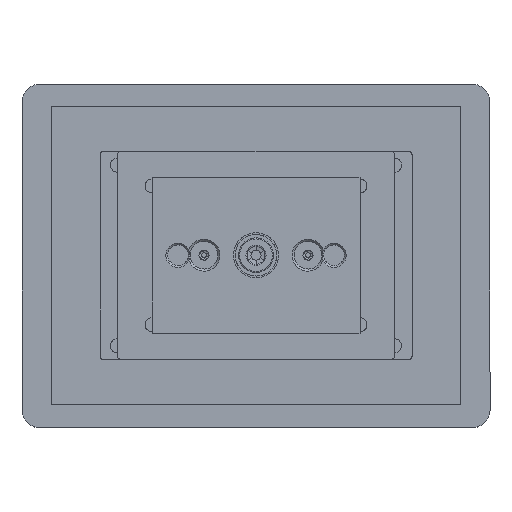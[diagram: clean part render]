
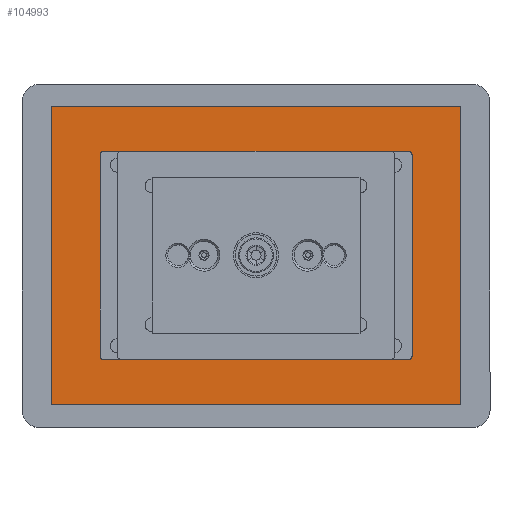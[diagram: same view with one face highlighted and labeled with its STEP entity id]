
A CAD part, top view. The second image highlights one B-rep face of the part: STEP entity #104993.
In plain terms, the highlighted planar face has unit normal (0, 0, 1).
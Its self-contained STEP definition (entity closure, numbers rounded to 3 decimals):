
#26758=ORIENTED_EDGE('',*,*,#37796,.T.);
#26759=ORIENTED_EDGE('',*,*,#37800,.T.);
#26760=ORIENTED_EDGE('',*,*,#37803,.T.);
#26761=ORIENTED_EDGE('',*,*,#37805,.T.);
#37796=EDGE_CURVE('',#44546,#44545,#51583,.T.);
#37800=EDGE_CURVE('',#44545,#44548,#51587,.T.);
#37803=EDGE_CURVE('',#44548,#44550,#51590,.T.);
#37805=EDGE_CURVE('',#44550,#44546,#51592,.T.);
#44545=VERTEX_POINT('',#159350);
#44546=VERTEX_POINT('',#159352);
#44548=VERTEX_POINT('',#159358);
#44550=VERTEX_POINT('',#159364);
#51583=LINE('',#159351,#58497);
#51587=LINE('',#159359,#58501);
#51590=LINE('',#159365,#58504);
#51592=LINE('',#159368,#58506);
#58497=VECTOR('',#134441,1000.);
#58501=VECTOR('',#134447,1000.);
#58504=VECTOR('',#134452,1000.);
#58506=VECTOR('',#134456,1000.);
#63127=EDGE_LOOP('',(#26758,#26759,#26760,#26761));
#67973=FACE_BOUND('',#63127,.T.);
#70490=PLANE('',#112615);
#104993=ADVANCED_FACE('',(#67973),#70490,.T.);
#112615=AXIS2_PLACEMENT_3D('',#159369,#134457,#134458);
#134441=DIRECTION('',(0.,-1.,0.));
#134447=DIRECTION('',(1.,0.,0.));
#134452=DIRECTION('',(0.,1.,0.));
#134456=DIRECTION('',(-1.,0.,0.));
#134457=DIRECTION('',(0.,0.,1.));
#134458=DIRECTION('',(1.,0.,0.));
#159350=CARTESIAN_POINT('',(-59.,-43.,1.6));
#159351=CARTESIAN_POINT('',(-59.,43.,1.6));
#159352=CARTESIAN_POINT('',(-59.,43.,1.6));
#159358=CARTESIAN_POINT('',(59.,-43.,1.6));
#159359=CARTESIAN_POINT('',(-59.,-43.,1.6));
#159364=CARTESIAN_POINT('',(59.,43.,1.6));
#159365=CARTESIAN_POINT('',(59.,-43.,1.6));
#159368=CARTESIAN_POINT('',(59.,43.,1.6));
#159369=CARTESIAN_POINT('',(-59.,-43.,1.6));
